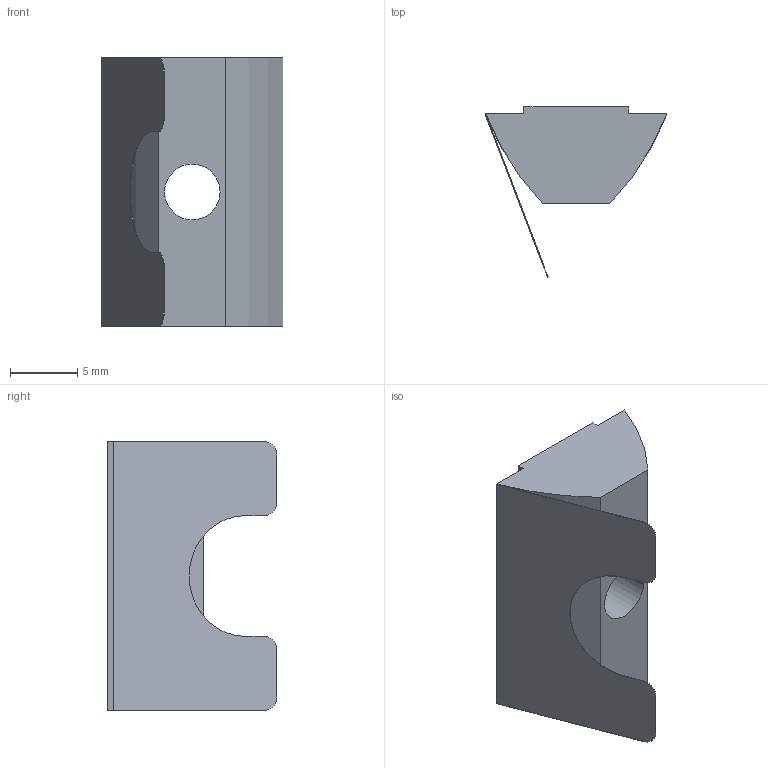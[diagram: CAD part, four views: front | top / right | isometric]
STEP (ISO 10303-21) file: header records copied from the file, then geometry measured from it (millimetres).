
FILE_DESCRIPTION(/* description */ ('Matice s pružinou 40'),/* implementation_level */ '2;1');
FILE_NAME(/* name */ '210452.stp',/* time_stamp */ '2014-01-07T07:49:32+01:00',/* author */ ('AlutecKK'),/* organization */ (''),/* preprocessor_version */ 'ST-DEVELOPER v15.2',/* originating_system */ 'Autodesk Inventor 2014',/* authorisation */ '');
FILE_SCHEMA (('AUTOMOTIVE_DESIGN { 1 0 10303 214 3 1 1 }'));
Length unit declared in the file: millimetre
Products named in the file (1): 210452
Bounding box: 13.55 x 12.66 x 20 mm (x, y, z)
Volume: 1315.4 mm3; surface area: 1329.7 mm2
Topology: 2 solids, 2 shells, 25 faces, 63 edges, 41 vertices
Faces by surface type: plane 17, cylinder 8
Full cylindrical faces by diameter (mm): 4.134 x1
Entity records: 760 total; most frequent: DIRECTION 129, CARTESIAN_POINT 127, ORIENTED_EDGE 124, EDGE_CURVE 61, LINE 45, VECTOR 45, AXIS2_PLACEMENT_3D 42, VERTEX_POINT 40
